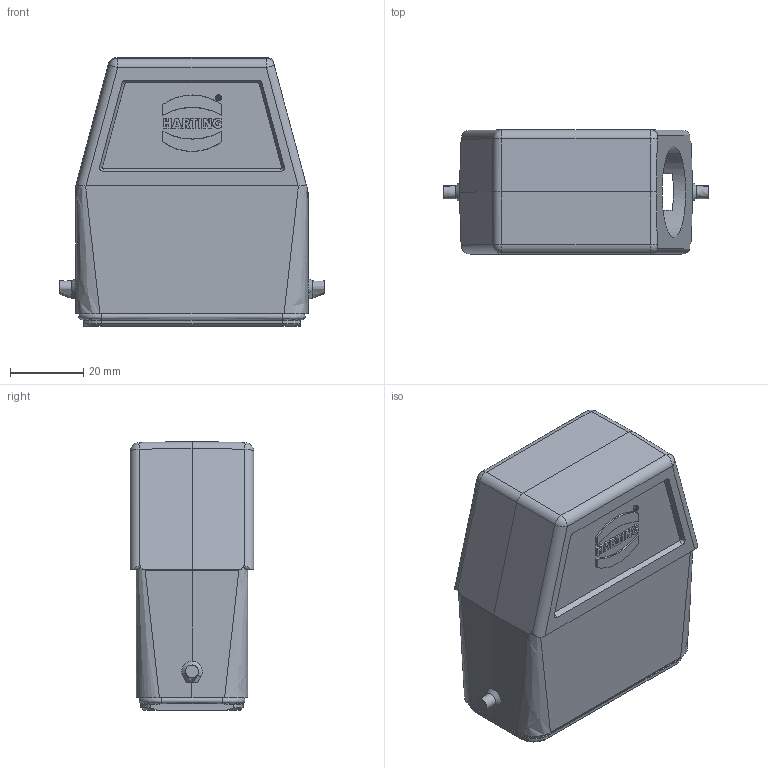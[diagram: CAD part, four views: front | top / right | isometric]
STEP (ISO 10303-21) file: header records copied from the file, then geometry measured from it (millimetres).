
FILE_DESCRIPTION(/* description */ (''),/* implementation_level */ '2;1');
FILE_NAME(/* name */ '100095359ugm000_c.stp',/* time_stamp */ '2018-10-02T13:45:45+02:00',/* author */ (''),/* organization */ (''),/* preprocessor_version */ 'ST-DEVELOPER v16.7',/* originating_system */ 'SIEMENS PLM Software NX 12.0',/* authorisation */ '');
FILE_SCHEMA (('AUTOMOTIVE_DESIGN { 1 0 10303 214 3 1 1 1 }'));
Length unit declared in the file: millimetre
Products named in the file (1): 100095359ugm000_c
Bounding box: 72.7 x 33.9 x 73.6 mm (x, y, z)
Volume: 51463.7 mm3; surface area: 26958 mm2
Topology: 1 solids, 3 shells, 320 faces, 1380 edges, 1604 vertices
Faces by surface type: plane 186, cylinder 62, cone 31, bspline 29, sphere 8, torus 4
Full cylindrical faces by diameter (mm): 3 x4, 25 x1
Entity records: 19894 total; most frequent: CARTESIAN_POINT 6883, ORIENTED_EDGE 1646, DIRECTION 1613, PRESENTATION_STYLE_ASSIGNMENT 852, EDGE_CURVE 823, LINE 665, VECTOR 665, VERTEX_POINT 543
